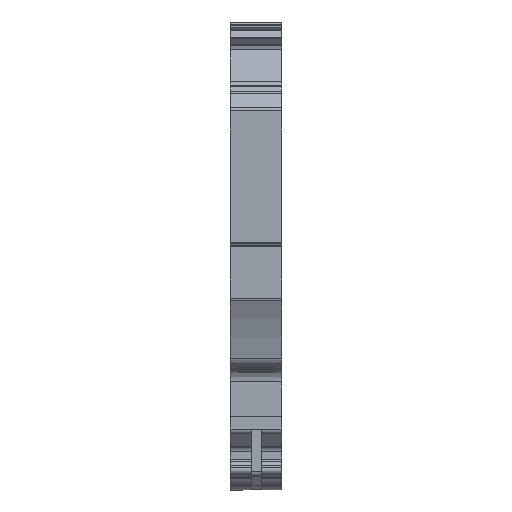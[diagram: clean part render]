
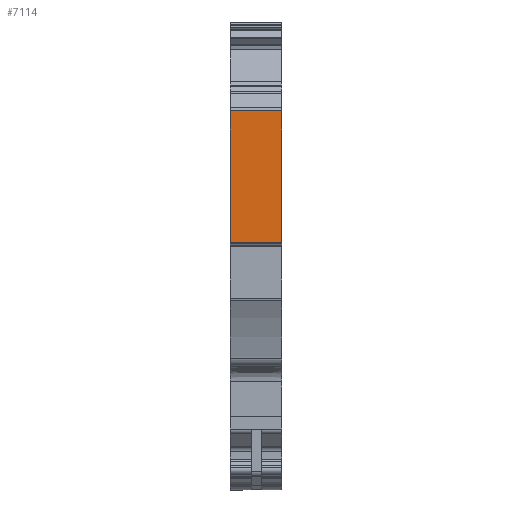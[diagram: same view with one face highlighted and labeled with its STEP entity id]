
A CAD part, front view. The second image highlights one B-rep face of the part: STEP entity #7114.
In plain terms, the highlighted planar face has unit normal (0, -1, 0).
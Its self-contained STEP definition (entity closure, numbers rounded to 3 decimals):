
#7094=AXIS2_PLACEMENT_3D('Plane Axis2P3D',#7091,#7092,#7093) ;
#212=CARTESIAN_POINT('Vertex',(5.,0.,36.492)) ;
#215=CARTESIAN_POINT('Line Origine',(5.,0.,30.154)) ;
#219=CARTESIAN_POINT('Vertex',(5.,0.,23.817)) ;
#7072=CARTESIAN_POINT('Line Origine',(2.5,0.,23.817)) ;
#7076=CARTESIAN_POINT('Vertex',(0.,0.,23.817)) ;
#7091=CARTESIAN_POINT('Axis2P3D Location',(5.,0.,23.817)) ;
#7096=CARTESIAN_POINT('Line Origine',(0.,0.,30.154)) ;
#7100=CARTESIAN_POINT('Vertex',(0.,0.,36.492)) ;
#7103=CARTESIAN_POINT('Line Origine',(2.5,0.,36.492)) ;
#216=DIRECTION('Vector Direction',(0.,0.,1.)) ;
#7073=DIRECTION('Vector Direction',(-1.,0.,0.)) ;
#7092=DIRECTION('Axis2P3D Direction',(0.,1.,-0.)) ;
#7093=DIRECTION('Axis2P3D XDirection',(0.,0.,1.)) ;
#7097=DIRECTION('Vector Direction',(0.,0.,1.)) ;
#7104=DIRECTION('Vector Direction',(1.,0.,0.)) ;
#217=VECTOR('Line Direction',#216,1.) ;
#7074=VECTOR('Line Direction',#7073,1.) ;
#7098=VECTOR('Line Direction',#7097,1.) ;
#7105=VECTOR('Line Direction',#7104,1.) ;
#7109=ORIENTED_EDGE('',*,*,#7102,.F.) ;
#7110=ORIENTED_EDGE('',*,*,#7078,.T.) ;
#7111=ORIENTED_EDGE('',*,*,#221,.T.) ;
#7112=ORIENTED_EDGE('',*,*,#7107,.F.) ;
#7114=ADVANCED_FACE('ZAP/TW ZA ZIA1.5/3L',(#7113),#7095,.F.) ;
#221=EDGE_CURVE('',#220,#213,#218,.T.) ;
#7078=EDGE_CURVE('',#7077,#220,#7075,.F.) ;
#7102=EDGE_CURVE('',#7077,#7101,#7099,.T.) ;
#7107=EDGE_CURVE('',#7101,#213,#7106,.T.) ;
#7108=EDGE_LOOP('',(#7109,#7110,#7111,#7112)) ;
#7113=FACE_OUTER_BOUND('',#7108,.T.) ;
#218=LINE('Line',#215,#217) ;
#7075=LINE('Line',#7072,#7074) ;
#7099=LINE('Line',#7096,#7098) ;
#7106=LINE('Line',#7103,#7105) ;
#7095=PLANE('',#7094) ;
#213=VERTEX_POINT('',#212) ;
#220=VERTEX_POINT('',#219) ;
#7077=VERTEX_POINT('',#7076) ;
#7101=VERTEX_POINT('',#7100) ;
